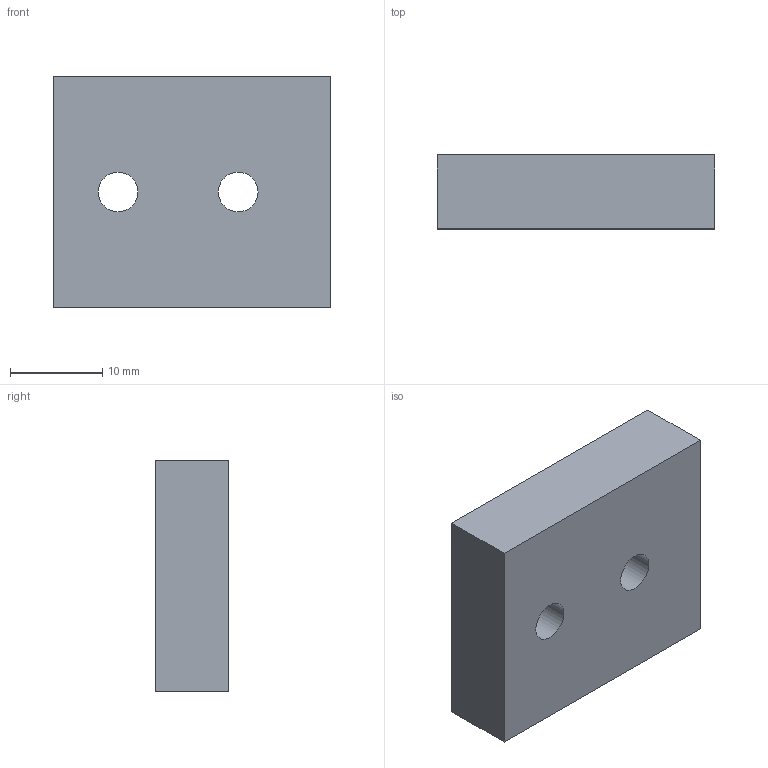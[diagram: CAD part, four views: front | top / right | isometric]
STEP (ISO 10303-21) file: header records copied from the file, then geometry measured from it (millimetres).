
FILE_DESCRIPTION(/* description */ (''),/* implementation_level */ '2;1');
FILE_NAME(/* name */ 'arm v1.step',/* time_stamp */ '2020-10-27T19:53:51+09:00',/* author */ (''),/* organization */ (''),/* preprocessor_version */ 'ST-DEVELOPER v18',/* originating_system */ 'Autodesk Translation Framework v8.12.0.6',/* authorisation */ '');
FILE_SCHEMA (('AUTOMOTIVE_DESIGN { 1 0 10303 214 3 1 1 }'));
Length unit declared in the file: millimetre
Products named in the file (1): arm
Bounding box: 30 x 8 x 25 mm (x, y, z)
Volume: 5678.2 mm3; surface area: 2861 mm2
Topology: 1 solids, 1 shells, 116 faces, 300 edges, 188 vertices
Faces by surface type: cylinder 104, plane 8, bspline 4
Full cylindrical faces by diameter (mm): 2.529 x48, 3.086 x46, 4.3 x2
Entity records: 8313 total; most frequent: CARTESIAN_POINT 5813, ORIENTED_EDGE 600, DIRECTION 362, EDGE_CURVE 300, VERTEX_POINT 188, B_SPLINE_CURVE_WITH_KNOTS 176, AXIS2_PLACEMENT_3D 125, EDGE_LOOP 122
